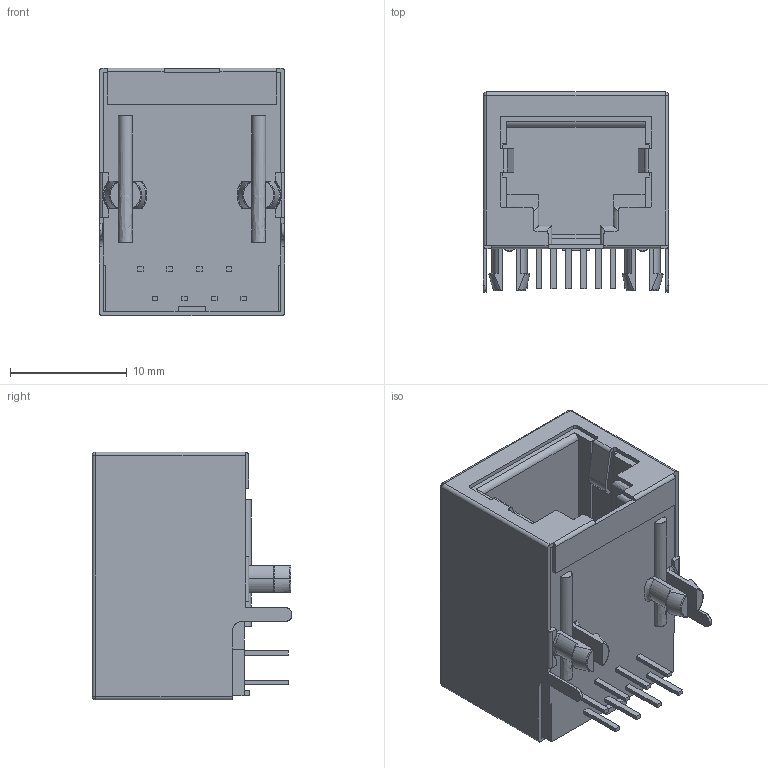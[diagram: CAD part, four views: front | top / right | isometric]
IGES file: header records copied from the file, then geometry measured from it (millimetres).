
Start section: SolidWorks IGES file using analytic representation for surfaces
Global section: file name: GSX-NS-88-3.05_rA5.IGS; native system: SolidWorks 2012; preprocessor: SolidWorks 2012; author: William; date: 130122.082306; units: millimetre
Bounding box: 15.88 x 17.15 x 21.27 mm (x, y, z)
Surface area: 2583.4 mm2 (no closed solid volume)
Topology: 0 solids, 0 shells, 272 faces, 2050 edges, 2040 vertices
Faces by surface type: bspline 204, revolution 68
